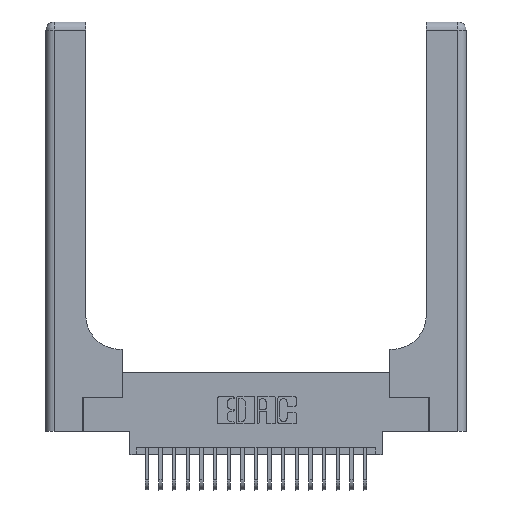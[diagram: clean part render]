
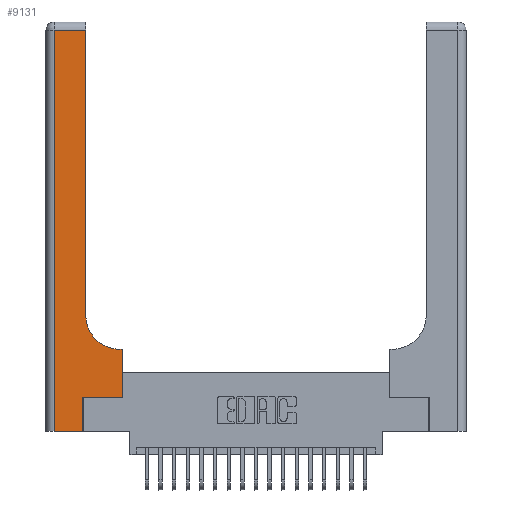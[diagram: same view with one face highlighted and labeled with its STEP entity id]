
A CAD part, top view. The second image highlights one B-rep face of the part: STEP entity #9131.
In plain terms, the highlighted planar face has unit normal (0, 0, 1).
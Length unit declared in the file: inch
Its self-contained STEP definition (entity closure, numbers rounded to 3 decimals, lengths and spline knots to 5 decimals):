
#39 = ORIENTED_EDGE ( 'NONE', *, *, #5743, .T. ) ;
#529 = DIRECTION ( 'NONE',  ( -1., 0., 0. ) ) ;
#1727 = VERTEX_POINT ( 'NONE', #20657 ) ;
#1770 = CARTESIAN_POINT ( 'NONE',  ( 0.5415, 0.85, 0.37 ) ) ;
#1874 = VECTOR ( 'NONE', #2567, 39.37008 ) ;
#2327 = CARTESIAN_POINT ( 'NONE',  ( 0.2915, 0.85, 0.37 ) ) ;
#2567 = DIRECTION ( 'NONE',  ( -1., 0., 0. ) ) ;
#2644 = CARTESIAN_POINT ( 'NONE',  ( 0., 0., 0.37 ) ) ;
#2750 = VERTEX_POINT ( 'NONE', #14684 ) ;
#2825 = LINE ( 'NONE', #21611, #11897 ) ;
#3010 = DIRECTION ( 'NONE',  ( 0., 1., 0. ) ) ;
#3577 = ORIENTED_EDGE ( 'NONE', *, *, #12854, .T. ) ;
#3635 = VECTOR ( 'NONE', #19594, 39.37008 ) ;
#3673 = DIRECTION ( 'NONE',  ( 1., 0., 0. ) ) ;
#4485 = DIRECTION ( 'NONE',  ( 0., 1., 0. ) ) ;
#4509 = DIRECTION ( 'NONE',  ( 1., 0., 0. ) ) ;
#4869 = PLANE ( 'NONE',  #7437 ) ;
#5115 = CARTESIAN_POINT ( 'NONE',  ( 0.269, 0.25, 0.37 ) ) ;
#5220 = ORIENTED_EDGE ( 'NONE', *, *, #6906, .T. ) ;
#5222 = ORIENTED_EDGE ( 'NONE', *, *, #21180, .T. ) ;
#5743 = EDGE_CURVE ( 'NONE', #12577, #21981, #7336, .T. ) ;
#6172 = VECTOR ( 'NONE', #4485, 39.37008 ) ;
#6392 = CARTESIAN_POINT ( 'NONE',  ( 0.06, 3., 0.37 ) ) ;
#6691 = DIRECTION ( 'NONE',  ( 0., 0., -1. ) ) ;
#6906 = EDGE_CURVE ( 'NONE', #1727, #15806, #7891, .T. ) ;
#6932 = VERTEX_POINT ( 'NONE', #21425 ) ;
#7284 = ORIENTED_EDGE ( 'NONE', *, *, #14119, .T. ) ;
#7336 = LINE ( 'NONE', #13453, #1874 ) ;
#7437 = AXIS2_PLACEMENT_3D ( 'NONE', #15693, #6691, #19331 ) ;
#7797 = CARTESIAN_POINT ( 'NONE',  ( 0.5585, 0.6, 0.37 ) ) ;
#7810 = VERTEX_POINT ( 'NONE', #2327 ) ;
#7891 = LINE ( 'NONE', #5115, #3635 ) ;
#8919 = EDGE_CURVE ( 'NONE', #6932, #12226, #15453, .T. ) ;
#9131 = ADVANCED_FACE ( 'NONE', ( #9778 ), #4869, .F. ) ;
#9778 = FACE_OUTER_BOUND ( 'NONE', #23073, .T. ) ;
#10412 = VECTOR ( 'NONE', #17213, 39.37008 ) ;
#10538 = CARTESIAN_POINT ( 'NONE',  ( 0.5415, 0.6, 0.37 ) ) ;
#10635 = VECTOR ( 'NONE', #529, 39.37008 ) ;
#11833 = CARTESIAN_POINT ( 'NONE',  ( 0.5585, 0.25, 0.37 ) ) ;
#11897 = VECTOR ( 'NONE', #23521, 39.37008 ) ;
#11900 = CARTESIAN_POINT ( 'NONE',  ( 0.06, 2.94, 0.37 ) ) ;
#11961 = CARTESIAN_POINT ( 'NONE',  ( 0.5585, 0.25, 0.37 ) ) ;
#12226 = VERTEX_POINT ( 'NONE', #11900 ) ;
#12577 = VERTEX_POINT ( 'NONE', #7797 ) ;
#12854 = EDGE_CURVE ( 'NONE', #15806, #12577, #18967, .T. ) ;
#13331 = CARTESIAN_POINT ( 'NONE',  ( 0., 2.94, 0.37 ) ) ;
#13453 = CARTESIAN_POINT ( 'NONE',  ( 0.2915, 0.6, 0.37 ) ) ;
#13849 = CIRCLE ( 'NONE', #16745, 0.25 ) ;
#14119 = EDGE_CURVE ( 'NONE', #21981, #7810, #13849, .T. ) ;
#14517 = DIRECTION ( 'NONE',  ( 0., 0., -1. ) ) ;
#14684 = CARTESIAN_POINT ( 'NONE',  ( 0.06, 0., 0.37 ) ) ;
#14733 = VECTOR ( 'NONE', #3010, 39.37008 ) ;
#15209 = LINE ( 'NONE', #6392, #10412 ) ;
#15453 = LINE ( 'NONE', #13331, #10635 ) ;
#15693 = CARTESIAN_POINT ( 'NONE',  ( 0., 3., 0.37 ) ) ;
#15806 = VERTEX_POINT ( 'NONE', #11833 ) ;
#16181 = ORIENTED_EDGE ( 'NONE', *, *, #21212, .T. ) ;
#16357 = LINE ( 'NONE', #17130, #6172 ) ;
#16745 = AXIS2_PLACEMENT_3D ( 'NONE', #1770, #14517, #3673 ) ;
#17061 = EDGE_CURVE ( 'NONE', #2750, #18235, #18531, .T. ) ;
#17130 = CARTESIAN_POINT ( 'NONE',  ( 0.269, 0., 0.37 ) ) ;
#17213 = DIRECTION ( 'NONE',  ( 0., -1., 0. ) ) ;
#17958 = VECTOR ( 'NONE', #4509, 39.37008 ) ;
#18235 = VERTEX_POINT ( 'NONE', #22952 ) ;
#18531 = LINE ( 'NONE', #2644, #17958 ) ;
#18967 = LINE ( 'NONE', #11961, #14733 ) ;
#19331 = DIRECTION ( 'NONE',  ( -1., 0., 0. ) ) ;
#19594 = DIRECTION ( 'NONE',  ( 1., 0., 0. ) ) ;
#19927 = ORIENTED_EDGE ( 'NONE', *, *, #17061, .T. ) ;
#20657 = CARTESIAN_POINT ( 'NONE',  ( 0.269, 0.25, 0.37 ) ) ;
#21180 = EDGE_CURVE ( 'NONE', #18235, #1727, #16357, .T. ) ;
#21212 = EDGE_CURVE ( 'NONE', #12226, #2750, #15209, .T. ) ;
#21425 = CARTESIAN_POINT ( 'NONE',  ( 0.2915, 2.94, 0.37 ) ) ;
#21611 = CARTESIAN_POINT ( 'NONE',  ( 0.2915, 3., 0.37 ) ) ;
#21981 = VERTEX_POINT ( 'NONE', #10538 ) ;
#22674 = ORIENTED_EDGE ( 'NONE', *, *, #23412, .T. ) ;
#22952 = CARTESIAN_POINT ( 'NONE',  ( 0.269, 0., 0.37 ) ) ;
#23073 = EDGE_LOOP ( 'NONE', ( #22674, #23289, #16181, #19927, #5222, #5220, #3577, #39, #7284 ) ) ;
#23289 = ORIENTED_EDGE ( 'NONE', *, *, #8919, .T. ) ;
#23412 = EDGE_CURVE ( 'NONE', #7810, #6932, #2825, .T. ) ;
#23521 = DIRECTION ( 'NONE',  ( 0., 1., 0. ) ) ;
